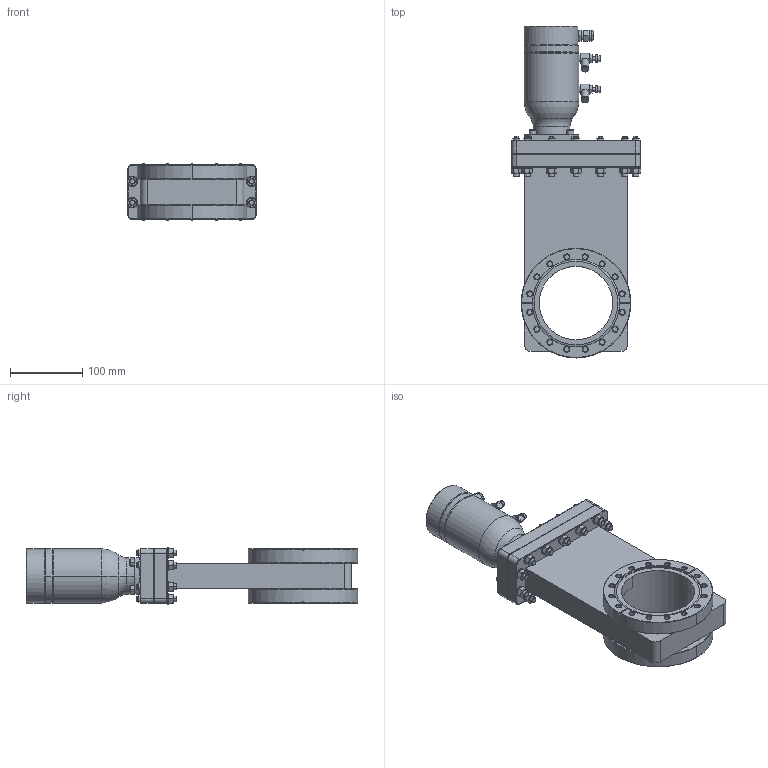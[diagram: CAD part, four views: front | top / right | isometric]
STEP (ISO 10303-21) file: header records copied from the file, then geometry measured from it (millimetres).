
FILE_DESCRIPTION((''),'2;1');
FILE_NAME('11221-0400R','2009-02-06T',('jd'),(''),'PRO/ENGINEER BY PARAMETRIC TECHNOLOGY CORPORATION, 2008400','PRO/ENGINEER BY PARAMETRIC TECHNOLOGY CORPORATION, 2008400','');
FILE_SCHEMA(('CONFIG_CONTROL_DESIGN'));
Length unit declared in the file: inch
Products named in the file (1): 11221-0400R
Bounding box: 179.53 x 459.08 x 77.8 mm (x, y, z)
Volume: 2548900.5 mm3; surface area: 249959.6 mm2
Topology: 1 solids, 33 shells, 1341 faces, 3089 edges, 1890 vertices
Faces by surface type: plane 710, cone 332, cylinder 293, torus 4, sphere 2
Entity records: 38495 total; most frequent: CARTESIAN_POINT 8231, DIRECTION 6390, ORIENTED_EDGE 6050, EDGE_CURVE 3089, AXIS2_PLACEMENT_3D 2383, VERTEX_POINT 1890, VECTOR 1624, LINE 1624
